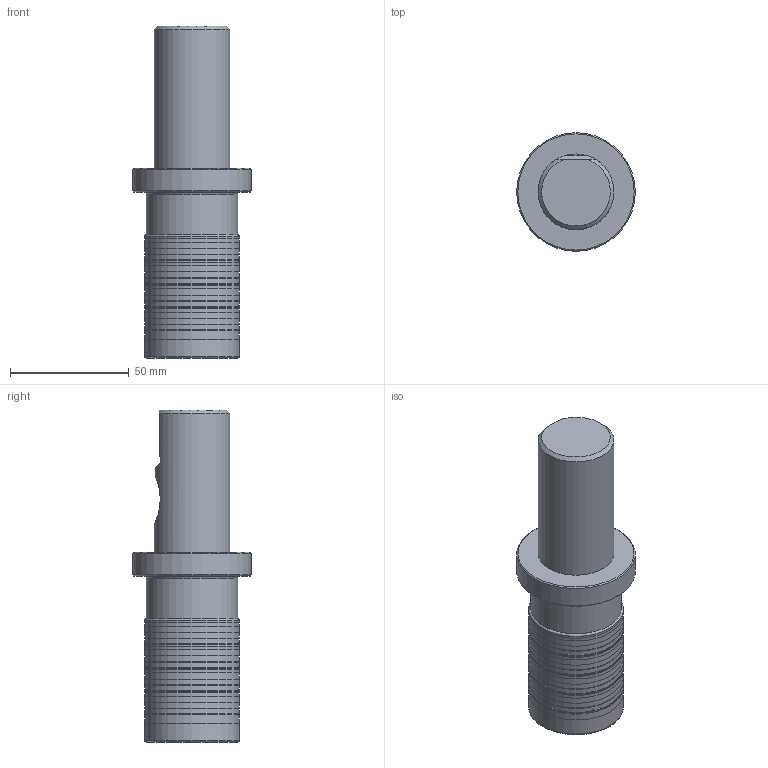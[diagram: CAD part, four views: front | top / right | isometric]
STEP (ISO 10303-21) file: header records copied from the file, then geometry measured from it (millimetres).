
FILE_DESCRIPTION(/* description */ (''),/* implementation_level */ '2;1');
FILE_NAME(/* name */ 'R217.42-3240.3S-051-LNXO.4A_Basic.stp',/* time_stamp */ '2024-02-12T15:10:48+06:00',/* author */ (''),/* organization */ (''),/* preprocessor_version */ 'ST-DEVELOPER v16.7',/* originating_system */ 'SIEMENS PLM Software NX 12.0',/* authorisation */ '');
FILE_SCHEMA (('AUTOMOTIVE_DESIGN { 1 0 10303 214 3 1 1 1 }'));
Length unit declared in the file: millimetre
Products named in the file (5): CUT2; CUT1; NOCUT; ASSEMBLY_CONSTRUCTION; R217.42-3240.3S-051-LNXO.4A_Basic
Assembly tree (7 placements, depth 2):
  R217.42-3240.3S-051-LNXO.4A_Basic
    ASSEMBLY_CONSTRUCTION
    NOCUT
    CUT1
    CUT2  x4
Bounding box: 50 x 50 x 140 mm (x, y, z)
Volume: 191961 mm3; surface area: 38857.3 mm2
Topology: 6 solids, 6 shells, 217 faces, 458 edges, 280 vertices
Faces by surface type: revolution 184, cone 16, plane 10, cylinder 3, torus 3, bspline 1
Full cylindrical faces by diameter (mm): 31.992 x1, 38.437 x1, 50 x1
Entity records: 6626 total; most frequent: CARTESIAN_POINT 2386, DIRECTION 758, ORIENTED_EDGE 454, EDGE_LOOP 426, FACE_BOUND 418, AXIS2_PLACEMENT_3D 283, EDGE_CURVE 227, VERTEX_POINT 221
